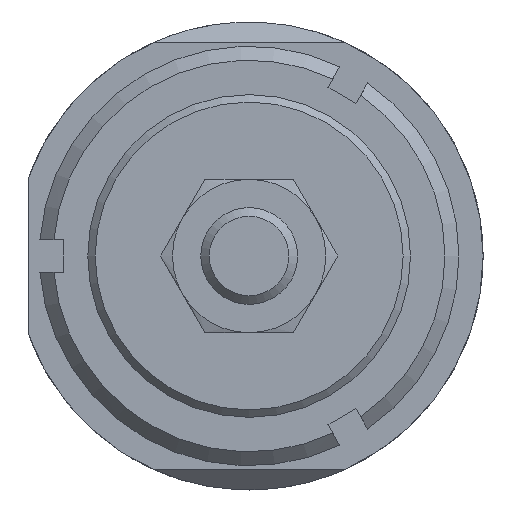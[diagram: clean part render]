
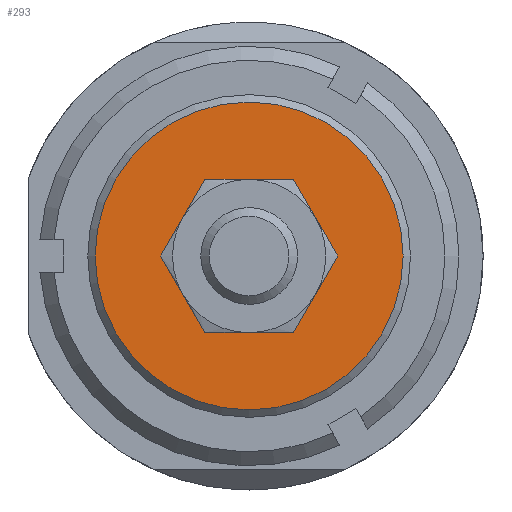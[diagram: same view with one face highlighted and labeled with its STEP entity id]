
A CAD part, left-side view. The second image highlights one B-rep face of the part: STEP entity #293.
In plain terms, the highlighted face is planar.
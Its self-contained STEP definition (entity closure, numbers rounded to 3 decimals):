
#293 = ADVANCED_FACE( '', ( #592, #593 ), #594, .F. );
#592 = FACE_BOUND( '', #974, .T. );
#593 = FACE_OUTER_BOUND( '', #975, .T. );
#594 = PLANE( '', #976 );
#974 = EDGE_LOOP( '', ( #1433 ) );
#975 = EDGE_LOOP( '', ( #1434 ) );
#976 = AXIS2_PLACEMENT_3D( '', #1435, #1436, #1437 );
#1433 = ORIENTED_EDGE( '', *, *, #2248, .F. );
#1434 = ORIENTED_EDGE( '', *, *, #2168, .T. );
#1435 = CARTESIAN_POINT( '', ( 43., 19.08, 0. ) );
#1436 = DIRECTION( '', ( -1., 0., 0. ) );
#1437 = DIRECTION( '', ( 0., 0., 1. ) );
#2168 = EDGE_CURVE( '', #2506, #2506, #2507, .T. );
#2248 = EDGE_CURVE( '', #2643, #2643, #2644, .T. );
#2506 = VERTEX_POINT( '', #3000 );
#2507 = CIRCLE( '', #3001, 19.08 );
#2643 = VERTEX_POINT( '', #3232 );
#2644 = CIRCLE( '', #3233, 7. );
#3000 = CARTESIAN_POINT( '', ( 43., 0., -19.08 ) );
#3001 = AXIS2_PLACEMENT_3D( '', #3765, #3766, #3767 );
#3232 = CARTESIAN_POINT( '', ( 43., 0., -7. ) );
#3233 = AXIS2_PLACEMENT_3D( '', #3857, #3858, #3859 );
#3765 = CARTESIAN_POINT( '', ( 43., 0., 0. ) );
#3766 = DIRECTION( '', ( 1., 0., 0. ) );
#3767 = DIRECTION( '', ( 0., 0., -1. ) );
#3857 = CARTESIAN_POINT( '', ( 43., 0., 0. ) );
#3858 = DIRECTION( '', ( 1., 0., 0. ) );
#3859 = DIRECTION( '', ( 0., 0., -1. ) );
